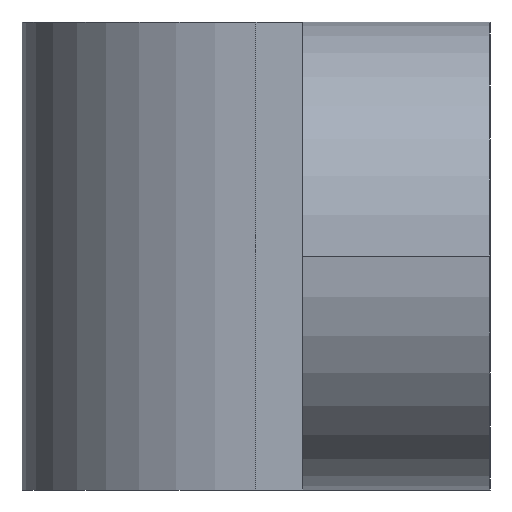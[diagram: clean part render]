
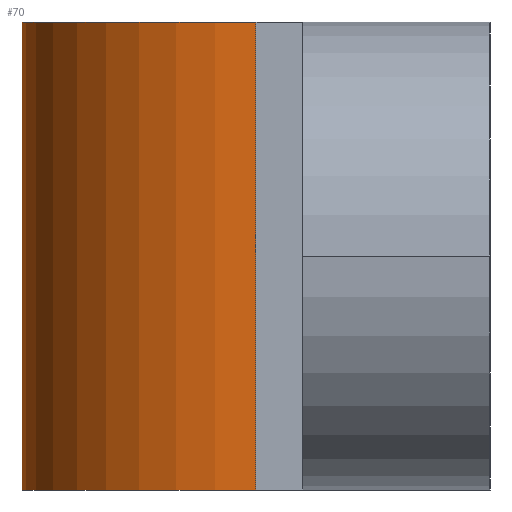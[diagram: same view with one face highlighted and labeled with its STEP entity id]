
A CAD part, left-side view. The second image highlights one B-rep face of the part: STEP entity #70.
In plain terms, the highlighted cylindrical face has radius 5.25 mm (diameter 10.5 mm), a partial arc.
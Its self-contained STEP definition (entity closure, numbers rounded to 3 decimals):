
#70=ADVANCED_FACE('',(#126),#127,.T.);
#126=FACE_OUTER_BOUND('',#190,.T.);
#127=CYLINDRICAL_SURFACE('',#191,5.25);
#190=EDGE_LOOP('',(#381,#382,#383,#384));
#191=AXIS2_PLACEMENT_3D('',#385,#386,#387);
#381=ORIENTED_EDGE('',*,*,#498,.T.);
#382=ORIENTED_EDGE('',*,*,#503,.F.);
#383=ORIENTED_EDGE('',*,*,#501,.T.);
#384=ORIENTED_EDGE('',*,*,#504,.F.);
#385=CARTESIAN_POINT('',(9.5,5.25,0.0));
#386=DIRECTION('',(0.0,0.0,1.0));
#387=DIRECTION('',(1.0,0.0,0.0));
#498=EDGE_CURVE('',#609,#607,#610,.T.);
#501=EDGE_CURVE('',#614,#612,#615,.T.);
#503=EDGE_CURVE('',#614,#607,#617,.T.);
#504=EDGE_CURVE('',#609,#612,#618,.T.);
#607=VERTEX_POINT('',#751);
#609=VERTEX_POINT('',#754);
#610=LINE('',#755,#756);
#612=VERTEX_POINT('',#759);
#614=VERTEX_POINT('',#762);
#615=LINE('',#763,#764);
#617=CIRCLE('',#767,5.25);
#618=CIRCLE('',#768,5.25);
#751=CARTESIAN_POINT('',(14.75,5.25,-5.25));
#754=CARTESIAN_POINT('',(14.75,5.25,5.25));
#755=CARTESIAN_POINT('',(14.75,5.25,0.0));
#756=VECTOR('',#900,1.0);
#759=CARTESIAN_POINT('',(4.25,5.25,5.25));
#762=CARTESIAN_POINT('',(4.25,5.25,-5.25));
#763=CARTESIAN_POINT('',(4.25,5.25,0.0));
#764=VECTOR('',#903,1.0);
#767=AXIS2_PLACEMENT_3D('',#905,#906,#907);
#768=AXIS2_PLACEMENT_3D('',#908,#909,#910);
#900=DIRECTION('',(0.0,0.0,-1.0));
#903=DIRECTION('',(0.0,0.0,1.0));
#905=CARTESIAN_POINT('',(9.5,5.25,-5.25));
#906=DIRECTION('',(0.0,0.0,-1.0));
#907=DIRECTION('',(1.0,0.0,0.0));
#908=CARTESIAN_POINT('',(9.5,5.25,5.25));
#909=DIRECTION('',(0.0,0.0,1.0));
#910=DIRECTION('',(1.0,0.0,0.0));
